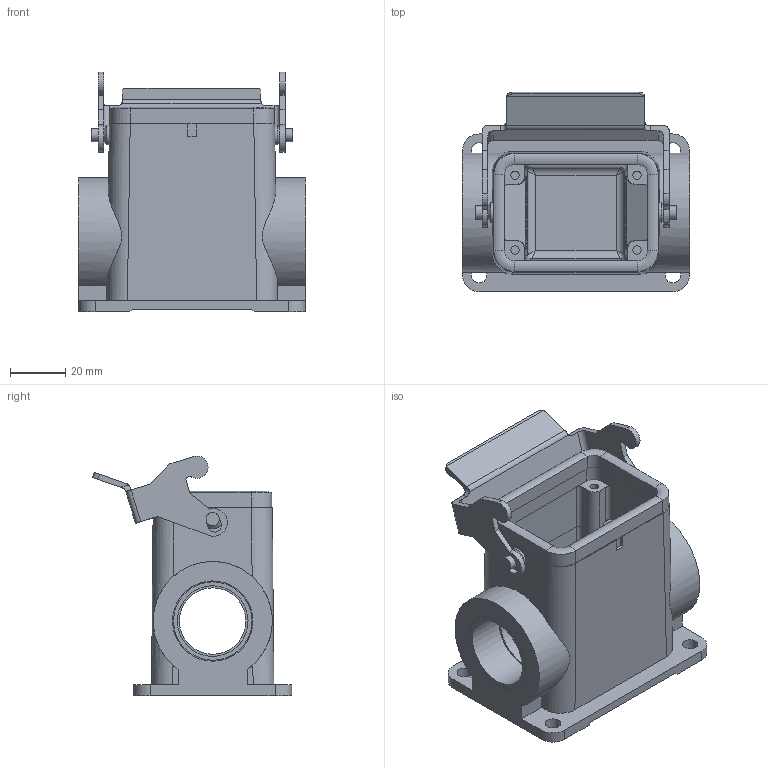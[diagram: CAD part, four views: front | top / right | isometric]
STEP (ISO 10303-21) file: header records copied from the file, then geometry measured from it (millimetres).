
FILE_DESCRIPTION((''),'2;1');
FILE_NAME('04300060263.stp','2020-07-07T15:11:55',('e.eickhoff'),(''),'Autodesk Inventor 2012','Autodesk Inventor 2012','');
FILE_SCHEMA(('AUTOMOTIVE_DESIGN { 1 0 10303 214 1 1 1 1 }'));
Length unit declared in the file: millimetre
Products named in the file (4): 04300060263; M25-PG21 Adapter; Metallbügel 1
Assembly tree (4 placements, depth 2):
  04300060263
    M25-PG21 Adapter  x2
    Metallbügel 1
    04300060263
Bounding box: 82 x 71.95 x 86.53 mm (x, y, z)
Volume: 113603 mm3; surface area: 49556.7 mm2
Topology: 4 solids, 4 shells, 206 faces, 534 edges, 341 vertices
Faces by surface type: plane 102, cylinder 86, torus 6, sphere 4, bspline 4, cone 4
Full cylindrical faces by diameter (mm): 3 x4, 4.8 x2, 5.6 x4, 7 x2, 24 x2, 25.5 x2, 28.3 x2, 29 x2
Entity records: 6556 total; most frequent: CARTESIAN_POINT 1433, DIRECTION 1079, ORIENTED_EDGE 986, EDGE_CURVE 493, AXIS2_PLACEMENT_3D 390, VERTEX_POINT 328, VECTOR 299, LINE 299
